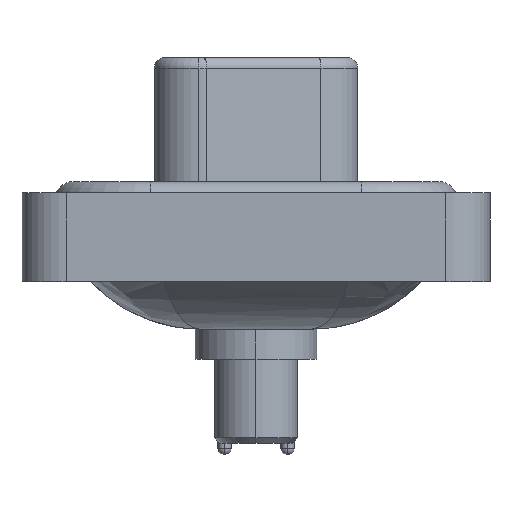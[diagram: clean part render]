
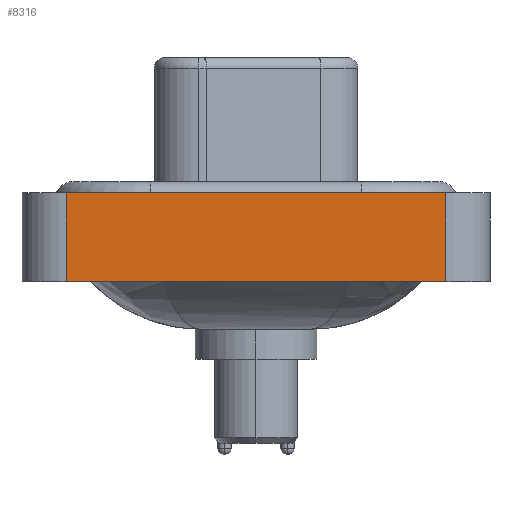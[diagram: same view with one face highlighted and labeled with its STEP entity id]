
A CAD part, left-side view. The second image highlights one B-rep face of the part: STEP entity #8316.
In plain terms, the highlighted planar face has unit normal (-1, 0, 0).
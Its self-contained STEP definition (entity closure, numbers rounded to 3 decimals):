
#263 = ORIENTED_EDGE ( 'NONE', *, *, #18382, .T. ) ;
#787 = VECTOR ( 'NONE', #20991, 1000. ) ;
#1409 = CARTESIAN_POINT ( 'NONE',  ( -7.35, 8.55, -3.6 ) ) ;
#1540 = ORIENTED_EDGE ( 'NONE', *, *, #6961, .F. ) ;
#1652 = VERTEX_POINT ( 'NONE', #1409 ) ;
#2735 = VECTOR ( 'NONE', #4900, 1000. ) ;
#3491 = CARTESIAN_POINT ( 'NONE',  ( -7.35, -8.55, 0.4 ) ) ;
#4330 = EDGE_CURVE ( 'NONE', #1652, #10383, #5244, .T. ) ;
#4857 = CARTESIAN_POINT ( 'NONE',  ( -7.35, -8.55, -3.6 ) ) ;
#4900 = DIRECTION ( 'NONE',  ( 0., -1., 0. ) ) ;
#5244 = LINE ( 'NONE', #8554, #16097 ) ;
#6001 = VERTEX_POINT ( 'NONE', #4857 ) ;
#6961 = EDGE_CURVE ( 'NONE', #10383, #17191, #16135, .T. ) ;
#7090 = CARTESIAN_POINT ( 'NONE',  ( -7.35, -8.55, -3.6 ) ) ;
#8127 = CARTESIAN_POINT ( 'NONE',  ( -7.35, -8.55, -3.6 ) ) ;
#8316 = ADVANCED_FACE ( 'NONE', ( #20910 ), #12505, .T. ) ;
#8554 = CARTESIAN_POINT ( 'NONE',  ( -7.35, 8.55, -3.6 ) ) ;
#10238 = DIRECTION ( 'NONE',  ( 0., 0., 1. ) ) ;
#10383 = VERTEX_POINT ( 'NONE', #18030 ) ;
#12505 = PLANE ( 'NONE',  #13905 ) ;
#12711 = DIRECTION ( 'NONE',  ( 0., 0., 1. ) ) ;
#12877 = CARTESIAN_POINT ( 'NONE',  ( -7.35, -8.55, 0.4 ) ) ;
#13905 = AXIS2_PLACEMENT_3D ( 'NONE', #8127, #15844, #12711 ) ;
#14340 = EDGE_CURVE ( 'NONE', #1652, #6001, #16134, .T. ) ;
#15095 = ORIENTED_EDGE ( 'NONE', *, *, #14340, .T. ) ;
#15240 = LINE ( 'NONE', #7090, #18190 ) ;
#15844 = DIRECTION ( 'NONE',  ( -1., 0., 0. ) ) ;
#16097 = VECTOR ( 'NONE', #10238, 1000. ) ;
#16134 = LINE ( 'NONE', #19711, #787 ) ;
#16135 = LINE ( 'NONE', #12877, #2735 ) ;
#17191 = VERTEX_POINT ( 'NONE', #3491 ) ;
#17422 = EDGE_LOOP ( 'NONE', ( #263, #1540, #18943, #15095 ) ) ;
#18030 = CARTESIAN_POINT ( 'NONE',  ( -7.35, 8.55, 0.4 ) ) ;
#18190 = VECTOR ( 'NONE', #19787, 1000. ) ;
#18382 = EDGE_CURVE ( 'NONE', #6001, #17191, #15240, .T. ) ;
#18943 = ORIENTED_EDGE ( 'NONE', *, *, #4330, .F. ) ;
#19711 = CARTESIAN_POINT ( 'NONE',  ( -7.35, -8.55, -3.6 ) ) ;
#19787 = DIRECTION ( 'NONE',  ( 0., 0., 1. ) ) ;
#20910 = FACE_OUTER_BOUND ( 'NONE', #17422, .T. ) ;
#20991 = DIRECTION ( 'NONE',  ( 0., -1., 0. ) ) ;
